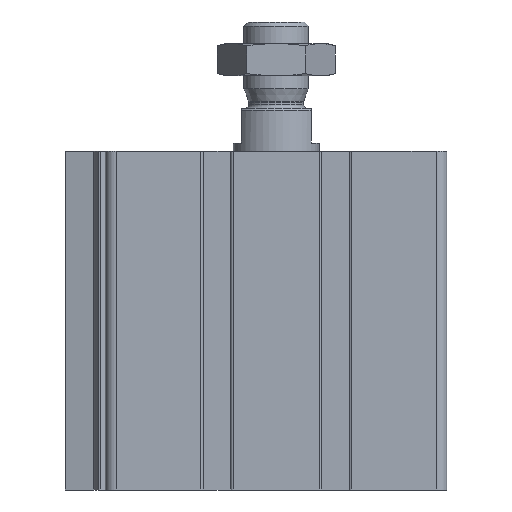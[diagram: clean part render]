
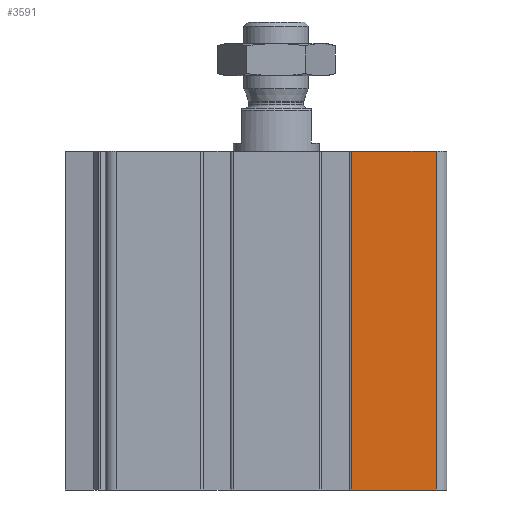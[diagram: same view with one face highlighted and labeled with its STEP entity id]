
A CAD part, left-side view. The second image highlights one B-rep face of the part: STEP entity #3591.
In plain terms, the highlighted planar face has unit normal (-1, 0, 0).
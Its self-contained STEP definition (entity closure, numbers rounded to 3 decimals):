
#72=LINE('',#5492,#354);
#73=LINE('',#5495,#355);
#74=LINE('',#5497,#356);
#75=LINE('',#5499,#357);
#354=VECTOR('',#4322,1000.);
#355=VECTOR('',#4323,1000.);
#356=VECTOR('',#4324,1000.);
#357=VECTOR('',#4325,1000.);
#636=PLANE('',#3860);
#748=ORIENTED_EDGE('',*,*,#1784,.F.);
#749=ORIENTED_EDGE('',*,*,#1785,.F.);
#750=ORIENTED_EDGE('',*,*,#1786,.T.);
#751=ORIENTED_EDGE('',*,*,#1787,.T.);
#1784=EDGE_CURVE('',#2302,#2303,#72,.T.);
#1785=EDGE_CURVE('',#2304,#2302,#73,.T.);
#1786=EDGE_CURVE('',#2304,#2305,#74,.T.);
#1787=EDGE_CURVE('',#2305,#2303,#75,.T.);
#2302=VERTEX_POINT('',#5493);
#2303=VERTEX_POINT('',#5494);
#2304=VERTEX_POINT('',#5496);
#2305=VERTEX_POINT('',#5498);
#2892=EDGE_LOOP('',(#748,#749,#750,#751));
#3194=FACE_BOUND('',#2892,.T.);
#3591=ADVANCED_FACE('',(#3194),#636,.T.);
#3860=AXIS2_PLACEMENT_3D('',#5491,#4320,#4321);
#4320=DIRECTION('',(-1.,0.,0.));
#4321=DIRECTION('',(0.,0.,1.));
#4322=DIRECTION('',(0.,-1.,0.));
#4323=DIRECTION('',(0.,0.,1.));
#4324=DIRECTION('',(0.,-1.,0.));
#4325=DIRECTION('',(0.,0.,1.));
#5491=CARTESIAN_POINT('',(-31.75,-14.,-63.));
#5492=CARTESIAN_POINT('',(-31.75,-14.,0.));
#5493=CARTESIAN_POINT('',(-31.75,-14.,0.));
#5494=CARTESIAN_POINT('',(-31.75,-29.75,0.));
#5495=CARTESIAN_POINT('',(-31.75,-14.,-63.));
#5496=CARTESIAN_POINT('',(-31.75,-14.,-63.));
#5497=CARTESIAN_POINT('',(-31.75,-14.,-63.));
#5498=CARTESIAN_POINT('',(-31.75,-29.75,-63.));
#5499=CARTESIAN_POINT('',(-31.75,-29.75,-63.));
